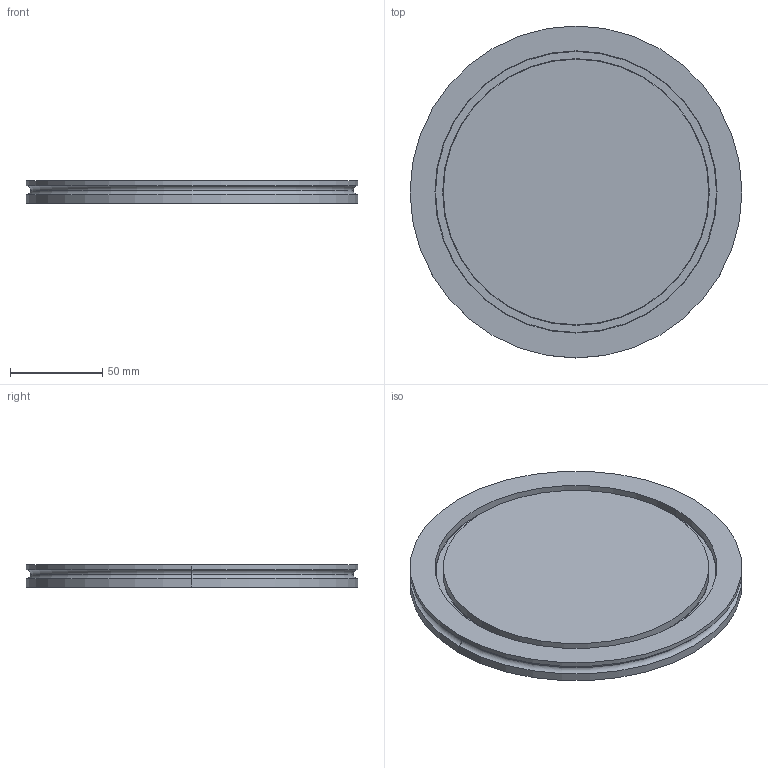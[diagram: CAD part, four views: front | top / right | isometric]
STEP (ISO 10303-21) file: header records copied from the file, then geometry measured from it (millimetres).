
FILE_DESCRIPTION (( 'STEP AP214' ), '1' );
FILE_NAME ('310FBL160.step', '2017-07-07T05:11:35', ( 'install' ), ( '' ), 'SwSTEP 2.0', 'SolidWorks 2015', '' );
FILE_SCHEMA (( 'AUTOMOTIVE_DESIGN' ));
Length unit declared in the file: millimetre
Products named in the file (1): 310FBL160
Bounding box: 180 x 180 x 12 mm (x, y, z)
Volume: 284527.5 mm3; surface area: 64872.2 mm2
Topology: 1 solids, 1 shells, 26 faces, 50 edges, 30 vertices
Faces by surface type: cylinder 12, torus 8, plane 6
Entity records: 706 total; most frequent: DIRECTION 142, CARTESIAN_POINT 107, ORIENTED_EDGE 100, AXIS2_PLACEMENT_3D 65, EDGE_CURVE 50, CIRCLE 38, VERTEX_POINT 30, EDGE_LOOP 30
